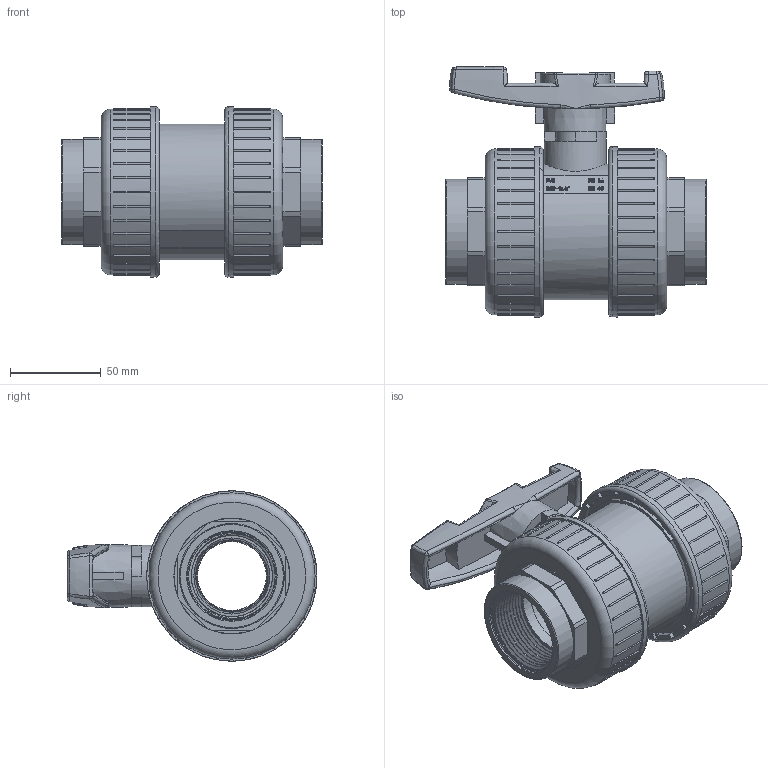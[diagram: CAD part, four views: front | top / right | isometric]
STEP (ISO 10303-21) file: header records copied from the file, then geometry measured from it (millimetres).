
FILE_DESCRIPTION(/* description */ (''),/* implementation_level */ '2;1');
FILE_NAME(/* name */ '50双由令球阀(内螺）.stp',/* time_stamp */ '2024-11-12T14:10:38+08:00',/* author */ (''),/* organization */ (''),/* preprocessor_version */ 'ST-DEVELOPER v16',/* originating_system */ 'SIEMENS PLM Software NX 10.0',/* authorisation */ '');
FILE_SCHEMA (('AUTOMOTIVE_DESIGN { 1 0 10303 214 3 1 1 1 }'));
Products named in the file (1): gelv0FB4C17Ct9ol
Bounding box: 143.8 x 138 x 94 mm (x, y, z)
Volume: 530271.5 mm3; surface area: 206795.6 mm2
Topology: 16 solids, 16 shells, 1138 faces, 3159 edges, 2042 vertices
Faces by surface type: plane 568, cylinder 229, extrusion 115, sphere 85, bspline 72, torus 60, cone 9
Full cylindrical faces by diameter (mm): 2.295 x1, 3.06 x1, 17 x4, 21 x3, 22 x1, 23 x2, 25 x1, 34.136 x1, 38 x1, 39 x2, 40 x2, 42 x2, 45.2 x3, 46 x1, 47 x3, 47.803 x18, 50 x2, 50.6 x3, 51 x1, 55.5 x1, 56.14 x3, 58 x2, 59.4 x3, 61.5 x1, 63.6 x2, 64 x2, 65 x1, 66 x2, 66.4 x1, 72.5 x2
Entity records: 54847 total; most frequent: CARTESIAN_POINT 28527, ORIENTED_EDGE 5610, DIRECTION 4892, EDGE_CURVE 2805, VERTEX_POINT 1897, AXIS2_PLACEMENT_3D 1726, VECTOR 1440, EDGE_LOOP 1330
